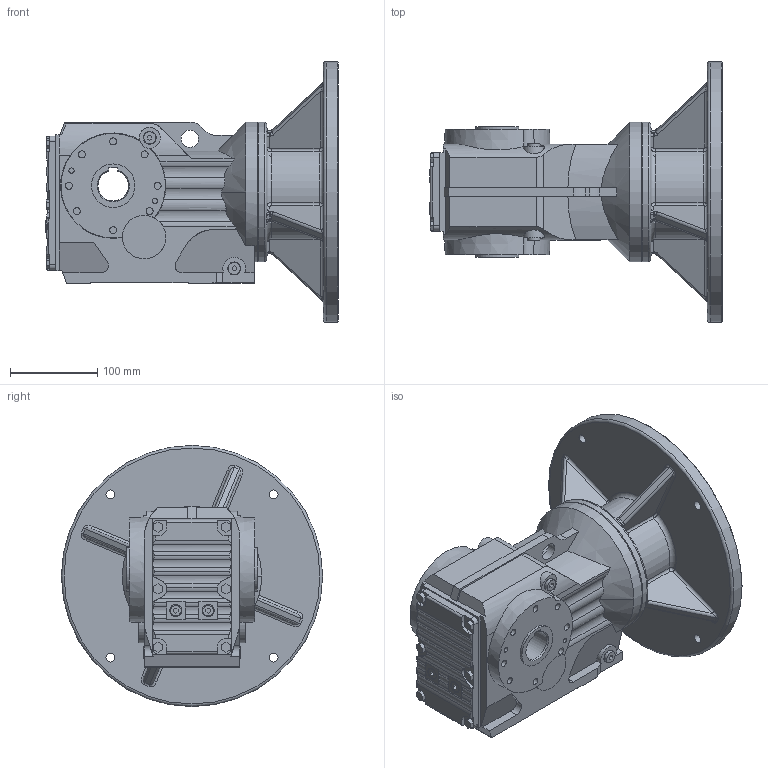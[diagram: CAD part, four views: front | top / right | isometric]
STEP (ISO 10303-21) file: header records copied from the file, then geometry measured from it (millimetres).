
FILE_DESCRIPTION(('STEP AP203'), '1');
FILE_NAME('凎劌膷闉 岍47 檜132', '', ('UNSPECIFIED'), ('UNSPECIFIED'), 'ASCON STEP Converter 1.3', 'ASCON Math Kernel', '');
FILE_SCHEMA(('CONFIG_CONTROL_DESIGN'));
Length unit declared in the file: millimetre
Products named in the file (11): Verschlussbohrungen B-Seite; Verschlussbohrungen B-Seite_1; Verschlussbohrungen B-Seite_2; Verschlussbohrungen B-Seite_3; Verschlussbohrungen B-Seite_4; Verschlussbohrungen B-Seite_5; Verschlussbohrungen B-Seite_6; Verschlussbohrungen B-Seite_7; Verschlussbohrungen B-Seite_8
Assembly tree (10 placements, depth 2):
  (unnamed)
    Verschlussbohrungen B-Seite
    Verschlussbohrungen B-Seite_1
    Verschlussbohrungen B-Seite_2
    Verschlussbohrungen B-Seite_3
    Verschlussbohrungen B-Seite_4
    Verschlussbohrungen B-Seite_5
    Verschlussbohrungen B-Seite_6
    Verschlussbohrungen B-Seite_7
    Verschlussbohrungen B-Seite_8
    (unnamed)
Bounding box: 336 x 300 x 300 mm (x, y, z)
Volume: 6135057 mm3; surface area: 551478 mm2
Topology: 10 solids, 10 shells, 592 faces, 1416 edges, 900 vertices
Faces by surface type: plane 309, cylinder 197, bspline 36, torus 26, cone 24
Full cylindrical faces by diameter (mm): 6 x4, 8 x16, 9 x4, 10 x4, 10.25 x4, 12 x2, 14 x6, 15 x4, 20 x1, 50 x2, 72 x1, 90 x3, 91 x1, 93.5 x1, 110 x1, 112 x1, 160 x2, 228 x1, 230 x1, 300 x1
Entity records: 30619 total; most frequent: CARTESIAN_POINT 12091, ORIENTED_EDGE 2676, DIRECTION 2615, EDGE_CURVE 1338, AXIS2_PLACEMENT_3D 930, VERTEX_POINT 900, LINE 755, VECTOR 755
